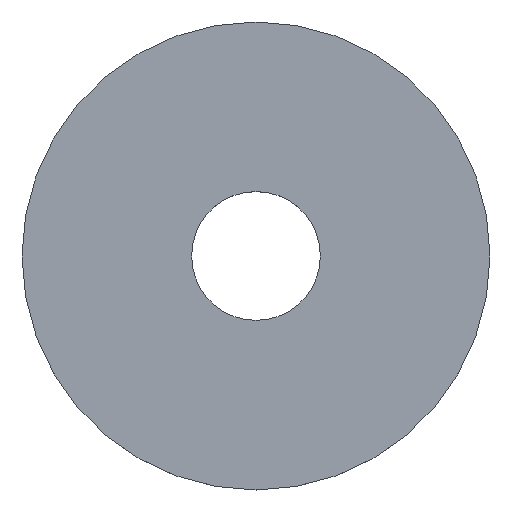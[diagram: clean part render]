
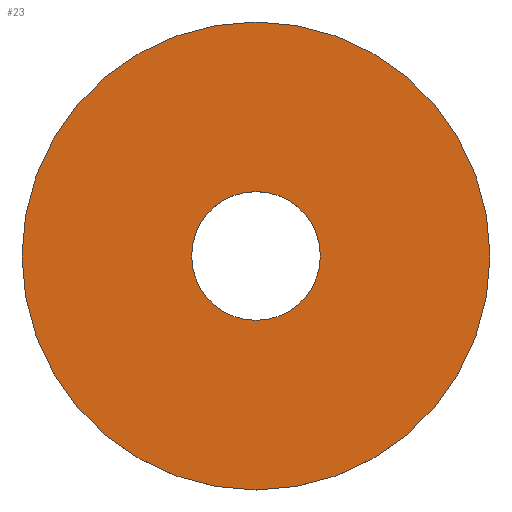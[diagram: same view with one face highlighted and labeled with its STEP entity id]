
A CAD part, top view. The second image highlights one B-rep face of the part: STEP entity #23.
In plain terms, the highlighted planar face has unit normal (0, 0, 1).
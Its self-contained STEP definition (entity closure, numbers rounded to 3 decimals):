
#1 = AXIS2_PLACEMENT_3D ( 'NONE', #83, #47, #102 ) ;
#11 = FACE_OUTER_BOUND ( 'NONE', #36, .T. ) ;
#13 = EDGE_LOOP ( 'NONE', ( #89 ) ) ;
#17 = CARTESIAN_POINT ( 'NONE',  ( 0., 0., 1.8 ) ) ;
#23 = ADVANCED_FACE ( 'NONE', ( #165, #11 ), #164, .T. ) ;
#36 = EDGE_LOOP ( 'NONE', ( #122 ) ) ;
#39 = DIRECTION ( 'NONE',  ( 0., 0., -1. ) ) ;
#40 = VERTEX_POINT ( 'NONE', #50 ) ;
#47 = DIRECTION ( 'NONE',  ( 0., 0., 1. ) ) ;
#50 = CARTESIAN_POINT ( 'NONE',  ( 0., 40., 1.8 ) ) ;
#55 = AXIS2_PLACEMENT_3D ( 'NONE', #57, #71, #121 ) ;
#57 = CARTESIAN_POINT ( 'NONE',  ( 0., 0., 1.8 ) ) ;
#61 = EDGE_CURVE ( 'NONE', #40, #40, #74, .T. ) ;
#64 = DIRECTION ( 'NONE',  ( 0., 1., 0. ) ) ;
#71 = DIRECTION ( 'NONE',  ( 0., 0., -1. ) ) ;
#74 = CIRCLE ( 'NONE', #55, 40. ) ;
#83 = CARTESIAN_POINT ( 'NONE',  ( 0., 11., 1.8 ) ) ;
#89 = ORIENTED_EDGE ( 'NONE', *, *, #125, .T. ) ;
#102 = DIRECTION ( 'NONE',  ( 0., -1., 0. ) ) ;
#104 = VERTEX_POINT ( 'NONE', #154 ) ;
#121 = DIRECTION ( 'NONE',  ( 0., 1., 0. ) ) ;
#122 = ORIENTED_EDGE ( 'NONE', *, *, #61, .F. ) ;
#125 = EDGE_CURVE ( 'NONE', #104, #104, #144, .T. ) ;
#144 = CIRCLE ( 'NONE', #158, 11. ) ;
#154 = CARTESIAN_POINT ( 'NONE',  ( 0., 11., 1.8 ) ) ;
#158 = AXIS2_PLACEMENT_3D ( 'NONE', #17, #39, #64 ) ;
#164 = PLANE ( 'NONE',  #1 ) ;
#165 = FACE_BOUND ( 'NONE', #13, .T. ) ;
